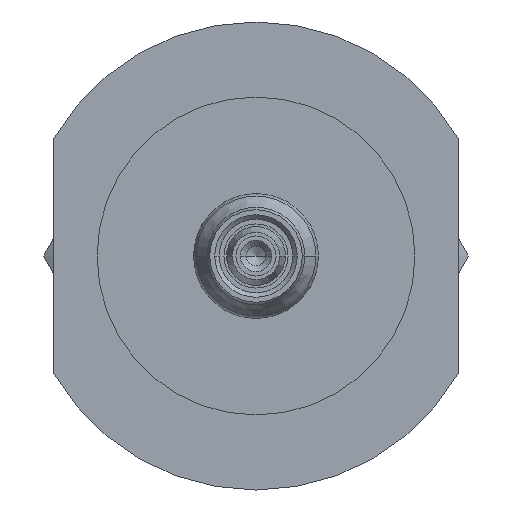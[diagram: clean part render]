
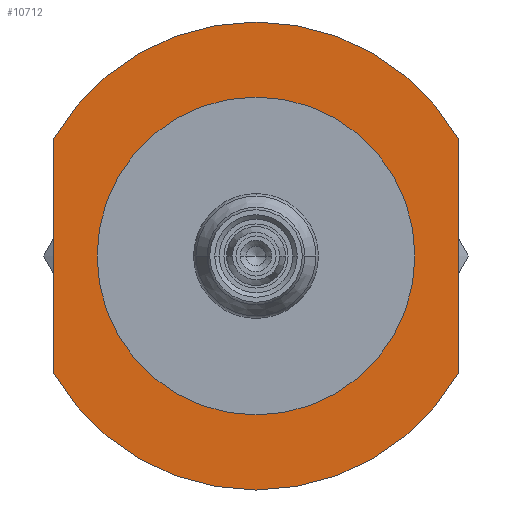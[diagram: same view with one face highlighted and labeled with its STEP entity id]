
A CAD part, left-side view. The second image highlights one B-rep face of the part: STEP entity #10712.
In plain terms, the highlighted planar face has unit normal (-1, 0, 0).
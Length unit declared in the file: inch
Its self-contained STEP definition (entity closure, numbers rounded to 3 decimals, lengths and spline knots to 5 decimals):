
#41=CARTESIAN_POINT('',(0.005,0.,0.));
#42=DIRECTION('',(-1.,0.,0.));
#43=DIRECTION('',(0.,0.864,-0.503));
#44=AXIS2_PLACEMENT_3D('',#41,#42,#43);
#56=CARTESIAN_POINT('',(0.005,0.,0.));
#57=DIRECTION('',(-1.,0.,0.));
#58=DIRECTION('',(0.,-0.864,0.503));
#59=AXIS2_PLACEMENT_3D('',#56,#57,#58);
#2276=CARTESIAN_POINT('',(0.005,0.,0.));
#2277=DIRECTION('',(-1.,0.,0.));
#2278=DIRECTION('',(0.,0.,-1.));
#2279=AXIS2_PLACEMENT_3D('',#2276,#2277,#2278);
#2281=CARTESIAN_POINT('',(0.005,0.,0.));
#2282=DIRECTION('',(-1.,0.,0.));
#2283=DIRECTION('',(0.,0.,1.));
#2284=AXIS2_PLACEMENT_3D('',#2281,#2282,#2283);
#2286=DIRECTION('',(0.,0.,1.));
#2287=VECTOR('',#2286,0.40007);
#2288=CARTESIAN_POINT('',(0.005,0.3435,-0.20003));
#2289=LINE('',#2288,#2287);
#2290=DIRECTION('',(0.,0.,1.));
#2291=VECTOR('',#2290,0.40007);
#2292=CARTESIAN_POINT('',(0.005,-0.3435,-0.20003));
#2293=LINE('',#2292,#2291);
#2605=CARTESIAN_POINT('',(0.005,0.,0.27));
#2606=CARTESIAN_POINT('',(0.005,0.,-0.27));
#2607=VERTEX_POINT('',#2605);
#2608=VERTEX_POINT('',#2606);
#2613=CARTESIAN_POINT('',(0.005,0.3435,-0.20003));
#2615=VERTEX_POINT('',#2613);
#2617=CARTESIAN_POINT('',(0.005,0.3435,0.20003));
#2619=VERTEX_POINT('',#2617);
#2621=CARTESIAN_POINT('',(0.005,-0.3435,0.20003));
#2623=VERTEX_POINT('',#2621);
#2625=CARTESIAN_POINT('',(0.005,-0.3435,-0.20003));
#2627=VERTEX_POINT('',#2625);
#10693=CARTESIAN_POINT('',(0.005,0.,0.));
#10694=DIRECTION('',(-1.,0.,0.));
#10695=DIRECTION('',(0.,0.,1.));
#10696=AXIS2_PLACEMENT_3D('',#10693,#10694,#10695);
#10697=PLANE('',#10696);
#10699=ORIENTED_EDGE('',*,*,#10698,.T.);
#10700=ORIENTED_EDGE('',*,*,#2818,.F.);
#10702=ORIENTED_EDGE('',*,*,#10701,.F.);
#10703=ORIENTED_EDGE('',*,*,#2798,.F.);
#10704=EDGE_LOOP('',(#10699,#10700,#10702,#10703));
#10705=FACE_OUTER_BOUND('',#10704,.F.);
#10707=ORIENTED_EDGE('',*,*,#10706,.T.);
#10709=ORIENTED_EDGE('',*,*,#10708,.T.);
#10710=EDGE_LOOP('',(#10707,#10709));
#10711=FACE_BOUND('',#10710,.F.);
#10712=ADVANCED_FACE('',(#10705,#10711),#10697,.T.);
#45=CIRCLE('',#44,0.3975);
#60=CIRCLE('',#59,0.3975);
#2280=CIRCLE('',#2279,0.27);
#2285=CIRCLE('',#2284,0.27);
#2798=EDGE_CURVE('',#2615,#2627,#45,.T.);
#2818=EDGE_CURVE('',#2623,#2619,#60,.T.);
#10698=EDGE_CURVE('',#2615,#2619,#2289,.T.);
#10701=EDGE_CURVE('',#2627,#2623,#2293,.T.);
#10706=EDGE_CURVE('',#2608,#2607,#2280,.T.);
#10708=EDGE_CURVE('',#2607,#2608,#2285,.T.);
